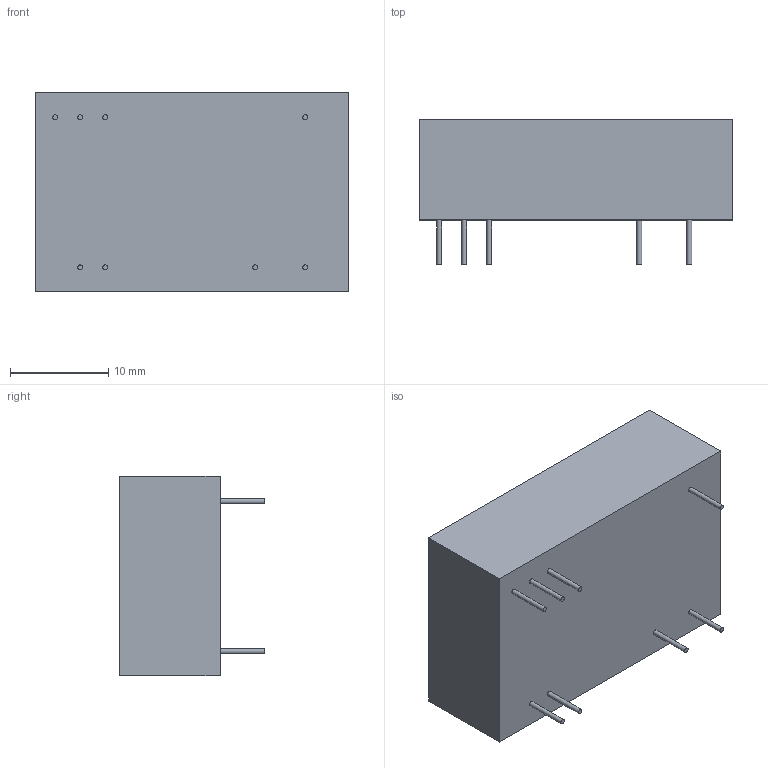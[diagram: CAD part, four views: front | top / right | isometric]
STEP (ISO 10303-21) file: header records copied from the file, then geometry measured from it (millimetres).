
FILE_DESCRIPTION(/* description */ (''),/* implementation_level */ '2;1');
FILE_NAME(/* name */ 'VDRI25.stp',/* time_stamp */ '2021-03-19T15:32:26+03:00',/* author */ ('egrinin'),/* organization */ (''),/* preprocessor_version */ 'ST-DEVELOPER v17',/* originating_system */ 'Autodesk Inventor 2019',/* authorisation */ '');
FILE_SCHEMA (('AUTOMOTIVE_DESIGN { 1 0 10303 214 3 1 1 }'));
Length unit declared in the file: millimetre
Products named in the file (1): VDRI25
Bounding box: 31.8 x 14.7 x 20.3 mm (x, y, z)
Volume: 6591.6 mm3; surface area: 2410.5 mm2
Topology: 1 solids, 1 shells, 22 faces, 36 edges, 24 vertices
Faces by surface type: plane 14, cylinder 8
Full cylindrical faces by diameter (mm): 0.5 x8
Entity records: 555 total; most frequent: DIRECTION 98, CARTESIAN_POINT 83, ORIENTED_EDGE 72, AXIS2_PLACEMENT_3D 39, EDGE_CURVE 36, EDGE_LOOP 30, VERTEX_POINT 24, FACE_OUTER_BOUND 22
